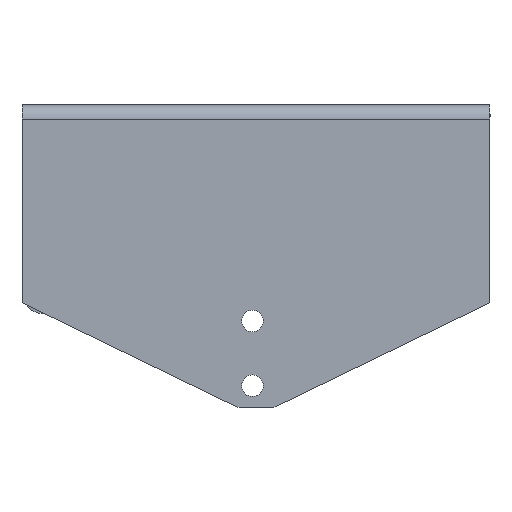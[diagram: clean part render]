
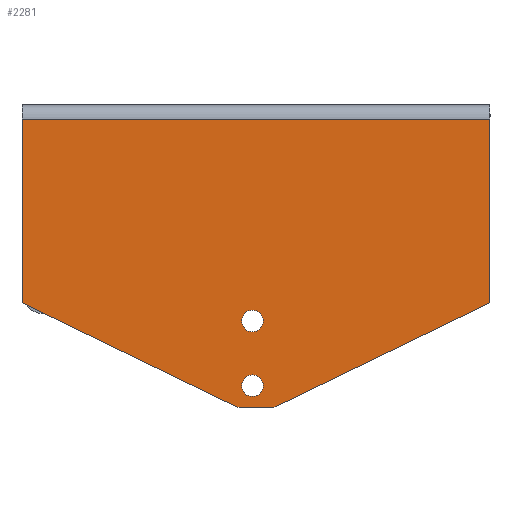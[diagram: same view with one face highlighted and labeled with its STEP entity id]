
A CAD part, front view. The second image highlights one B-rep face of the part: STEP entity #2281.
In plain terms, the highlighted planar face has unit normal (0, -1, 0).
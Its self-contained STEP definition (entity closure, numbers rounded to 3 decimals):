
#199 = VERTEX_POINT('',#200);
#200 = CARTESIAN_POINT('',(130.,80.,-1.));
#215 = CYLINDRICAL_SURFACE('',#216,4.);
#216 = AXIS2_PLACEMENT_3D('',#217,#218,#219);
#217 = CARTESIAN_POINT('',(0.,84.,-1.));
#218 = DIRECTION('',(1.,0.,0.));
#219 = DIRECTION('',(-0.,0.,1.));
#240 = PLANE('',#241);
#241 = AXIS2_PLACEMENT_3D('',#242,#243,#244);
#242 = CARTESIAN_POINT('',(130.,83.,-52.073));
#243 = DIRECTION('',(-1.,0.,0.));
#244 = DIRECTION('',(0.,0.,1.));
#294 = PLANE('',#295);
#295 = AXIS2_PLACEMENT_3D('',#296,#297,#298);
#296 = CARTESIAN_POINT('',(0.,83.,2.927));
#297 = DIRECTION('',(1.,0.,0.));
#298 = DIRECTION('',(0.,0.,-1.));
#322 = PLANE('',#323);
#323 = AXIS2_PLACEMENT_3D('',#324,#325,#326);
#324 = CARTESIAN_POINT('',(0.,83.,-52.073));
#325 = DIRECTION('',(0.435,0.,0.9));
#326 = DIRECTION('',(0.9,0.,-0.435)
  );
#350 = PLANE('',#351);
#351 = AXIS2_PLACEMENT_3D('',#352,#353,#354);
#352 = CARTESIAN_POINT('',(60.,83.,-81.073));
#353 = DIRECTION('',(0.,0.,1.));
#354 = DIRECTION('',(1.,0.,0.));
#376 = PLANE('',#377);
#377 = AXIS2_PLACEMENT_3D('',#378,#379,#380);
#378 = CARTESIAN_POINT('',(70.,83.,-81.073));
#379 = DIRECTION('',(-0.435,0.,0.9));
#380 = DIRECTION('',(0.9,0.,0.435));
#407 = CYLINDRICAL_SURFACE('',#408,3.);
#408 = AXIS2_PLACEMENT_3D('',#409,#410,#411);
#409 = CARTESIAN_POINT('',(64.,83.,-75.073));
#410 = DIRECTION('',(-0.,1.,0.));
#411 = DIRECTION('',(1.,0.,0.));
#438 = CYLINDRICAL_SURFACE('',#439,3.);
#439 = AXIS2_PLACEMENT_3D('',#440,#441,#442);
#440 = CARTESIAN_POINT('',(64.,83.,-57.073));
#441 = DIRECTION('',(-0.,1.,0.));
#442 = DIRECTION('',(1.,0.,0.));
#455 = VERTEX_POINT('',#456);
#456 = CARTESIAN_POINT('',(0.,80.,-1.));
#1046 = EDGE_CURVE('',#455,#199,#1047,.T.);
#1047 = SURFACE_CURVE('',#1048,(#1052,#1059),.PCURVE_S1.);
#1048 = LINE('',#1049,#1050);
#1049 = CARTESIAN_POINT('',(0.,80.,-1.));
#1050 = VECTOR('',#1051,1.);
#1051 = DIRECTION('',(1.,0.,0.));
#1052 = PCURVE('',#215,#1053);
#1053 = DEFINITIONAL_REPRESENTATION('',(#1054),#1058);
#1054 = LINE('',#1055,#1056);
#1055 = CARTESIAN_POINT('',(1.571,0.));
#1056 = VECTOR('',#1057,1.);
#1057 = DIRECTION('',(0.,1.));
#1058 = ( GEOMETRIC_REPRESENTATION_CONTEXT(2) 
PARAMETRIC_REPRESENTATION_CONTEXT() REPRESENTATION_CONTEXT('2D SPACE',''
  ) );
#1059 = PCURVE('',#1060,#1065);
#1060 = PLANE('',#1061);
#1061 = AXIS2_PLACEMENT_3D('',#1062,#1063,#1064);
#1062 = CARTESIAN_POINT('',(61.723,80.,51.437));
#1063 = DIRECTION('',(0.,-1.,0.));
#1064 = DIRECTION('',(1.,0.,0.));
#1065 = DEFINITIONAL_REPRESENTATION('',(#1066),#1070);
#1066 = LINE('',#1067,#1068);
#1067 = CARTESIAN_POINT('',(-61.723,-52.437));
#1068 = VECTOR('',#1069,1.);
#1069 = DIRECTION('',(1.,0.));
#1070 = ( GEOMETRIC_REPRESENTATION_CONTEXT(2) 
PARAMETRIC_REPRESENTATION_CONTEXT() REPRESENTATION_CONTEXT('2D SPACE',''
  ) );
#1099 = VERTEX_POINT('',#1100);
#1100 = CARTESIAN_POINT('',(130.,80.,-52.073));
#1121 = EDGE_CURVE('',#1099,#199,#1122,.T.);
#1122 = SURFACE_CURVE('',#1123,(#1127,#1134),.PCURVE_S1.);
#1123 = LINE('',#1124,#1125);
#1124 = CARTESIAN_POINT('',(130.,80.,-52.073));
#1125 = VECTOR('',#1126,1.);
#1126 = DIRECTION('',(0.,0.,1.));
#1127 = PCURVE('',#240,#1128);
#1128 = DEFINITIONAL_REPRESENTATION('',(#1129),#1133);
#1129 = LINE('',#1130,#1131);
#1130 = CARTESIAN_POINT('',(0.,-3.));
#1131 = VECTOR('',#1132,1.);
#1132 = DIRECTION('',(1.,0.));
#1133 = ( GEOMETRIC_REPRESENTATION_CONTEXT(2) 
PARAMETRIC_REPRESENTATION_CONTEXT() REPRESENTATION_CONTEXT('2D SPACE',''
  ) );
#1134 = PCURVE('',#1060,#1135);
#1135 = DEFINITIONAL_REPRESENTATION('',(#1136),#1140);
#1136 = LINE('',#1137,#1138);
#1137 = CARTESIAN_POINT('',(68.277,-103.51));
#1138 = VECTOR('',#1139,1.);
#1139 = DIRECTION('',(0.,1.));
#1140 = ( GEOMETRIC_REPRESENTATION_CONTEXT(2) 
PARAMETRIC_REPRESENTATION_CONTEXT() REPRESENTATION_CONTEXT('2D SPACE',''
  ) );
#1147 = VERTEX_POINT('',#1148);
#1148 = CARTESIAN_POINT('',(70.,80.,-81.073));
#1169 = EDGE_CURVE('',#1147,#1099,#1170,.T.);
#1170 = SURFACE_CURVE('',#1171,(#1175,#1182),.PCURVE_S1.);
#1171 = LINE('',#1172,#1173);
#1172 = CARTESIAN_POINT('',(70.,80.,-81.073));
#1173 = VECTOR('',#1174,1.);
#1174 = DIRECTION('',(0.9,0.,0.435));
#1175 = PCURVE('',#376,#1176);
#1176 = DEFINITIONAL_REPRESENTATION('',(#1177),#1181);
#1177 = LINE('',#1178,#1179);
#1178 = CARTESIAN_POINT('',(0.,-3.));
#1179 = VECTOR('',#1180,1.);
#1180 = DIRECTION('',(1.,0.));
#1181 = ( GEOMETRIC_REPRESENTATION_CONTEXT(2) 
PARAMETRIC_REPRESENTATION_CONTEXT() REPRESENTATION_CONTEXT('2D SPACE',''
  ) );
#1182 = PCURVE('',#1060,#1183);
#1183 = DEFINITIONAL_REPRESENTATION('',(#1184),#1188);
#1184 = LINE('',#1185,#1186);
#1185 = CARTESIAN_POINT('',(8.277,-132.51));
#1186 = VECTOR('',#1187,1.);
#1187 = DIRECTION('',(0.9,0.435));
#1188 = ( GEOMETRIC_REPRESENTATION_CONTEXT(2) 
PARAMETRIC_REPRESENTATION_CONTEXT() REPRESENTATION_CONTEXT('2D SPACE',''
  ) );
#1196 = VERTEX_POINT('',#1197);
#1197 = CARTESIAN_POINT('',(60.,80.,-81.073));
#1218 = EDGE_CURVE('',#1196,#1147,#1219,.T.);
#1219 = SURFACE_CURVE('',#1220,(#1224,#1231),.PCURVE_S1.);
#1220 = LINE('',#1221,#1222);
#1221 = CARTESIAN_POINT('',(60.,80.,-81.073));
#1222 = VECTOR('',#1223,1.);
#1223 = DIRECTION('',(1.,0.,0.));
#1224 = PCURVE('',#350,#1225);
#1225 = DEFINITIONAL_REPRESENTATION('',(#1226),#1230);
#1226 = LINE('',#1227,#1228);
#1227 = CARTESIAN_POINT('',(0.,-3.));
#1228 = VECTOR('',#1229,1.);
#1229 = DIRECTION('',(1.,0.));
#1230 = ( GEOMETRIC_REPRESENTATION_CONTEXT(2) 
PARAMETRIC_REPRESENTATION_CONTEXT() REPRESENTATION_CONTEXT('2D SPACE',''
  ) );
#1231 = PCURVE('',#1060,#1232);
#1232 = DEFINITIONAL_REPRESENTATION('',(#1233),#1237);
#1233 = LINE('',#1234,#1235);
#1234 = CARTESIAN_POINT('',(-1.723,-132.51));
#1235 = VECTOR('',#1236,1.);
#1236 = DIRECTION('',(1.,0.));
#1237 = ( GEOMETRIC_REPRESENTATION_CONTEXT(2) 
PARAMETRIC_REPRESENTATION_CONTEXT() REPRESENTATION_CONTEXT('2D SPACE',''
  ) );
#1245 = VERTEX_POINT('',#1246);
#1246 = CARTESIAN_POINT('',(0.,80.,-52.073));
#1267 = EDGE_CURVE('',#1245,#1196,#1268,.T.);
#1268 = SURFACE_CURVE('',#1269,(#1273,#1280),.PCURVE_S1.);
#1269 = LINE('',#1270,#1271);
#1270 = CARTESIAN_POINT('',(0.,80.,-52.073));
#1271 = VECTOR('',#1272,1.);
#1272 = DIRECTION('',(0.9,0.,-0.435)
  );
#1273 = PCURVE('',#322,#1274);
#1274 = DEFINITIONAL_REPRESENTATION('',(#1275),#1279);
#1275 = LINE('',#1276,#1277);
#1276 = CARTESIAN_POINT('',(0.,-3.));
#1277 = VECTOR('',#1278,1.);
#1278 = DIRECTION('',(1.,0.));
#1279 = ( GEOMETRIC_REPRESENTATION_CONTEXT(2) 
PARAMETRIC_REPRESENTATION_CONTEXT() REPRESENTATION_CONTEXT('2D SPACE',''
  ) );
#1280 = PCURVE('',#1060,#1281);
#1281 = DEFINITIONAL_REPRESENTATION('',(#1282),#1286);
#1282 = LINE('',#1283,#1284);
#1283 = CARTESIAN_POINT('',(-61.723,-103.51));
#1284 = VECTOR('',#1285,1.);
#1285 = DIRECTION('',(0.9,-0.435));
#1286 = ( GEOMETRIC_REPRESENTATION_CONTEXT(2) 
PARAMETRIC_REPRESENTATION_CONTEXT() REPRESENTATION_CONTEXT('2D SPACE',''
  ) );
#1295 = EDGE_CURVE('',#455,#1245,#1296,.T.);
#1296 = SURFACE_CURVE('',#1297,(#1301,#1308),.PCURVE_S1.);
#1297 = LINE('',#1298,#1299);
#1298 = CARTESIAN_POINT('',(0.,80.,2.927));
#1299 = VECTOR('',#1300,1.);
#1300 = DIRECTION('',(0.,0.,-1.));
#1301 = PCURVE('',#294,#1302);
#1302 = DEFINITIONAL_REPRESENTATION('',(#1303),#1307);
#1303 = LINE('',#1304,#1305);
#1304 = CARTESIAN_POINT('',(0.,-3.));
#1305 = VECTOR('',#1306,1.);
#1306 = DIRECTION('',(1.,0.));
#1307 = ( GEOMETRIC_REPRESENTATION_CONTEXT(2) 
PARAMETRIC_REPRESENTATION_CONTEXT() REPRESENTATION_CONTEXT('2D SPACE',''
  ) );
#1308 = PCURVE('',#1060,#1309);
#1309 = DEFINITIONAL_REPRESENTATION('',(#1310),#1314);
#1310 = LINE('',#1311,#1312);
#1311 = CARTESIAN_POINT('',(-61.723,-48.51));
#1312 = VECTOR('',#1313,1.);
#1313 = DIRECTION('',(0.,-1.));
#1314 = ( GEOMETRIC_REPRESENTATION_CONTEXT(2) 
PARAMETRIC_REPRESENTATION_CONTEXT() REPRESENTATION_CONTEXT('2D SPACE',''
  ) );
#1321 = VERTEX_POINT('',#1322);
#1322 = CARTESIAN_POINT('',(67.,80.,-75.073));
#1343 = EDGE_CURVE('',#1321,#1321,#1344,.T.);
#1344 = SURFACE_CURVE('',#1345,(#1350,#1357),.PCURVE_S1.);
#1345 = CIRCLE('',#1346,3.);
#1346 = AXIS2_PLACEMENT_3D('',#1347,#1348,#1349);
#1347 = CARTESIAN_POINT('',(64.,80.,-75.073));
#1348 = DIRECTION('',(0.,-1.,0.));
#1349 = DIRECTION('',(1.,0.,0.));
#1350 = PCURVE('',#407,#1351);
#1351 = DEFINITIONAL_REPRESENTATION('',(#1352),#1356);
#1352 = LINE('',#1353,#1354);
#1353 = CARTESIAN_POINT('',(-0.,-3.));
#1354 = VECTOR('',#1355,1.);
#1355 = DIRECTION('',(-1.,0.));
#1356 = ( GEOMETRIC_REPRESENTATION_CONTEXT(2) 
PARAMETRIC_REPRESENTATION_CONTEXT() REPRESENTATION_CONTEXT('2D SPACE',''
  ) );
#1357 = PCURVE('',#1060,#1358);
#1358 = DEFINITIONAL_REPRESENTATION('',(#1359),#1363);
#1359 = CIRCLE('',#1360,3.);
#1360 = AXIS2_PLACEMENT_2D('',#1361,#1362);
#1361 = CARTESIAN_POINT('',(2.277,-126.51));
#1362 = DIRECTION('',(1.,0.));
#1363 = ( GEOMETRIC_REPRESENTATION_CONTEXT(2) 
PARAMETRIC_REPRESENTATION_CONTEXT() REPRESENTATION_CONTEXT('2D SPACE',''
  ) );
#1371 = VERTEX_POINT('',#1372);
#1372 = CARTESIAN_POINT('',(67.,80.,-57.073));
#1393 = EDGE_CURVE('',#1371,#1371,#1394,.T.);
#1394 = SURFACE_CURVE('',#1395,(#1400,#1407),.PCURVE_S1.);
#1395 = CIRCLE('',#1396,3.);
#1396 = AXIS2_PLACEMENT_3D('',#1397,#1398,#1399);
#1397 = CARTESIAN_POINT('',(64.,80.,-57.073));
#1398 = DIRECTION('',(0.,-1.,0.));
#1399 = DIRECTION('',(1.,0.,0.));
#1400 = PCURVE('',#438,#1401);
#1401 = DEFINITIONAL_REPRESENTATION('',(#1402),#1406);
#1402 = LINE('',#1403,#1404);
#1403 = CARTESIAN_POINT('',(-0.,-3.));
#1404 = VECTOR('',#1405,1.);
#1405 = DIRECTION('',(-1.,0.));
#1406 = ( GEOMETRIC_REPRESENTATION_CONTEXT(2) 
PARAMETRIC_REPRESENTATION_CONTEXT() REPRESENTATION_CONTEXT('2D SPACE',''
  ) );
#1407 = PCURVE('',#1060,#1408);
#1408 = DEFINITIONAL_REPRESENTATION('',(#1409),#1413);
#1409 = CIRCLE('',#1410,3.);
#1410 = AXIS2_PLACEMENT_2D('',#1411,#1412);
#1411 = CARTESIAN_POINT('',(2.277,-108.51));
#1412 = DIRECTION('',(1.,0.));
#1413 = ( GEOMETRIC_REPRESENTATION_CONTEXT(2) 
PARAMETRIC_REPRESENTATION_CONTEXT() REPRESENTATION_CONTEXT('2D SPACE',''
  ) );
#2281 = ADVANCED_FACE('',(#2282,#2290,#2293),#1060,.T.);
#2282 = FACE_BOUND('',#2283,.T.);
#2283 = EDGE_LOOP('',(#2284,#2285,#2286,#2287,#2288,#2289));
#2284 = ORIENTED_EDGE('',*,*,#1121,.T.);
#2285 = ORIENTED_EDGE('',*,*,#1046,.F.);
#2286 = ORIENTED_EDGE('',*,*,#1295,.T.);
#2287 = ORIENTED_EDGE('',*,*,#1267,.T.);
#2288 = ORIENTED_EDGE('',*,*,#1218,.T.);
#2289 = ORIENTED_EDGE('',*,*,#1169,.T.);
#2290 = FACE_BOUND('',#2291,.T.);
#2291 = EDGE_LOOP('',(#2292));
#2292 = ORIENTED_EDGE('',*,*,#1343,.F.);
#2293 = FACE_BOUND('',#2294,.T.);
#2294 = EDGE_LOOP('',(#2295));
#2295 = ORIENTED_EDGE('',*,*,#1393,.F.);
